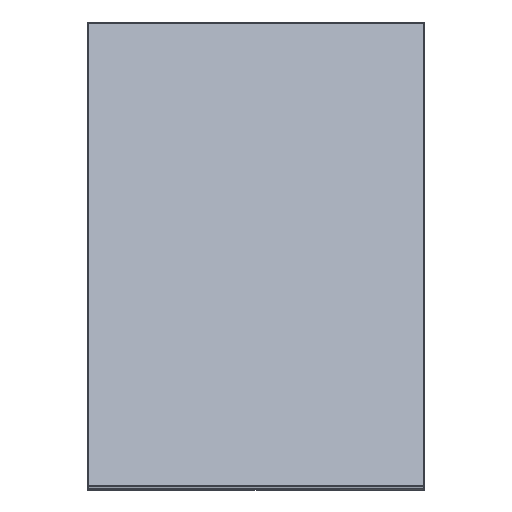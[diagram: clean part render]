
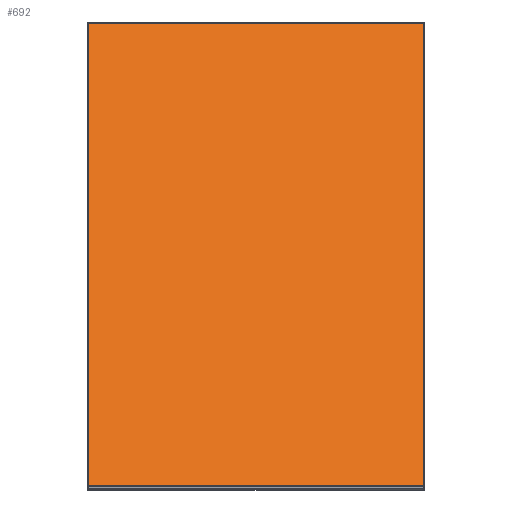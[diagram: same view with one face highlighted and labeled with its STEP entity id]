
A CAD part, left-side view. The second image highlights one B-rep face of the part: STEP entity #692.
In plain terms, the highlighted planar face has unit normal (-0.868, 0, 0.496).
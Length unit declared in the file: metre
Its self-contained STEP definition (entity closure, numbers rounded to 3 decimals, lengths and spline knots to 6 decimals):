
#53=ORIENTED_EDGE('',*,*,#235,.F.);
#54=ORIENTED_EDGE('',*,*,#238,.T.);
#55=ORIENTED_EDGE('',*,*,#239,.T.);
#56=ORIENTED_EDGE('',*,*,#232,.F.);
#232=EDGE_CURVE('',#326,#324,#384,.T.);
#235=EDGE_CURVE('',#328,#326,#387,.T.);
#238=EDGE_CURVE('',#328,#330,#390,.T.);
#239=EDGE_CURVE('',#330,#324,#391,.T.);
#324=VERTEX_POINT('',#1044);
#326=VERTEX_POINT('',#1048);
#328=VERTEX_POINT('',#1054);
#330=VERTEX_POINT('',#1060);
#384=LINE('',#1049,#468);
#387=LINE('',#1055,#471);
#390=LINE('',#1061,#474);
#391=LINE('',#1063,#475);
#468=VECTOR('',#845,1.);
#471=VECTOR('',#850,1.);
#474=VECTOR('',#855,1.);
#475=VECTOR('',#858,1.);
#552=EDGE_LOOP('',(#53,#54,#55,#56));
#602=FACE_BOUND('',#552,.T.);
#652=PLANE('',#783);
#692=ADVANCED_FACE('',(#602),#652,.T.);
#783=AXIS2_PLACEMENT_3D('',#1062,#856,#857);
#845=DIRECTION('',(-0.496,0.,-0.868));
#850=DIRECTION('',(0.,-1.,0.));
#855=DIRECTION('',(-0.496,0.,-0.868));
#856=DIRECTION('',(-0.868,0.,0.496));
#857=DIRECTION('',(0.496,0.,0.868));
#858=DIRECTION('',(0.,-1.,0.));
#1044=CARTESIAN_POINT('',(-0.19829,-0.251,0.002992));
#1048=CARTESIAN_POINT('',(-0.000345,-0.251,0.349396));
#1049=CARTESIAN_POINT('',(-0.1,-0.251,0.175));
#1054=CARTESIAN_POINT('',(-0.000345,-0.001,0.349396));
#1055=CARTESIAN_POINT('',(-0.000345,0.837977,0.349396));
#1060=CARTESIAN_POINT('',(-0.19829,-0.001,0.002992));
#1061=CARTESIAN_POINT('',(-0.1,-0.001,0.175));
#1062=CARTESIAN_POINT('',(-0.1,-0.001,0.175));
#1063=CARTESIAN_POINT('',(-0.19829,-0.001,0.002992));
